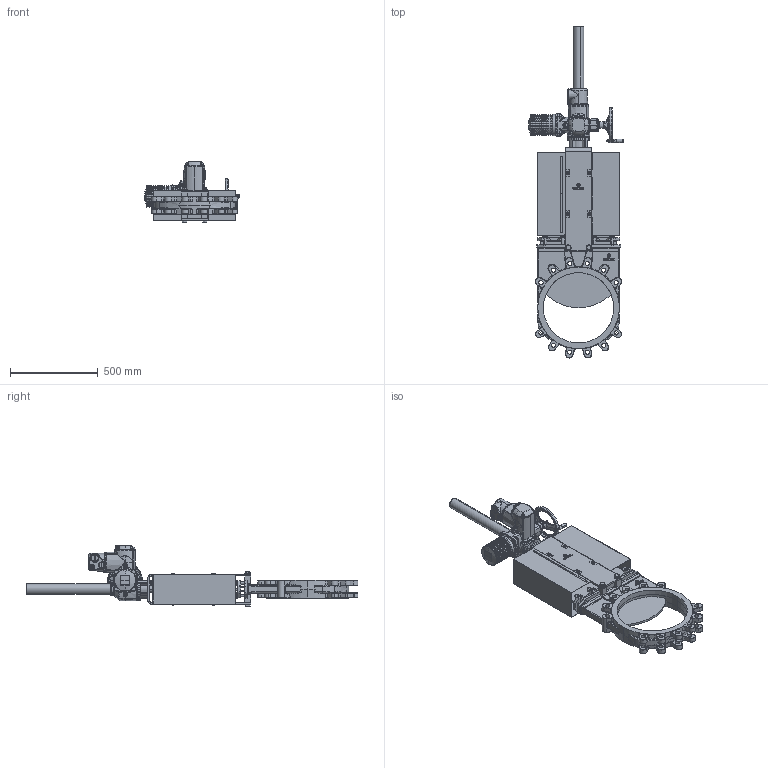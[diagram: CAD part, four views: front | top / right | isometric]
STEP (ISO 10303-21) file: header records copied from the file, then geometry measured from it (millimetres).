
FILE_DESCRIPTION (( 'STEP AP214' ), '1' );
FILE_NAME ('EB DN400_CAST IRON_ELECTRIC ACTUATOR.STEP', '2012-04-20T10:04:44', ( 'Usuario' ), ( '' ), 'SwSTEP 2.0', 'SolidWorks 2011', '' );
FILE_SCHEMA (( 'AUTOMOTIVE_DESIGN' ));
Length unit declared in the file: millimetre
Products named in the file (1): EB DN400_CAST IRON_ELECTRIC ACTUATOR
Bounding box: 536.21 x 1889.78 x 345.8 mm (x, y, z)
Surface area: 3289681.2 mm2 (no closed solid volume)
Topology: 0 solids, 112 shells, 2236 faces, 7925 edges, 5491 vertices
Faces by surface type: bspline 716, cylinder 585, plane 570, cone 198, torus 151, sphere 16
Entity records: 236846 total; most frequent: CARTESIAN_POINT 152202, ORIENTED_EDGE 12380, DIRECTION 10785, EDGE_CURVE 7883, VERTEX_POINT 5491, AXIS2_PLACEMENT_3D 4048, VECTOR 2689, LINE 2689
